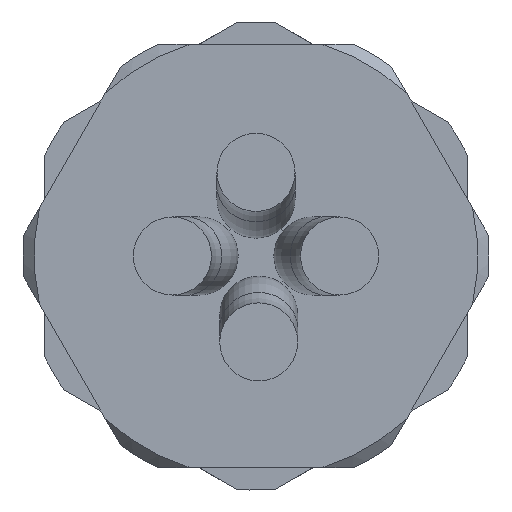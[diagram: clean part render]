
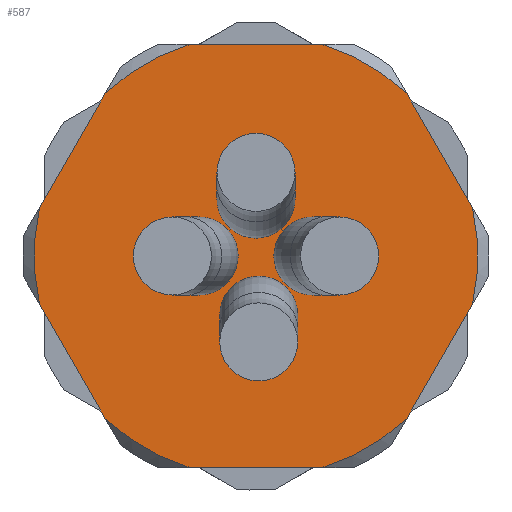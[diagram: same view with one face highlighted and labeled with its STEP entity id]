
A CAD part, front view. The second image highlights one B-rep face of the part: STEP entity #587.
In plain terms, the highlighted planar face has unit normal (0, -1, 0).
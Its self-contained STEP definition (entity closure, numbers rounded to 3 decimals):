
#277=FACE_BOUND('',#1015,.T.);
#278=FACE_BOUND('',#1016,.T.);
#279=FACE_BOUND('',#1017,.T.);
#280=FACE_BOUND('',#1018,.T.);
#281=FACE_BOUND('',#1019,.T.);
#453=CIRCLE('',#3424,9.95);
#454=CIRCLE('',#3425,9.95);
#455=CIRCLE('',#3426,9.95);
#456=CIRCLE('',#3427,9.95);
#457=CIRCLE('',#3428,9.95);
#458=CIRCLE('',#3429,9.95);
#459=CIRCLE('',#3430,1.75);
#460=CIRCLE('',#3431,1.75);
#461=CIRCLE('',#3432,1.75);
#462=CIRCLE('',#3433,1.75);
#587=ADVANCED_FACE('',(#277,#278,#279,#280,#281),#782,.F.);
#782=PLANE('',#3434);
#1015=EDGE_LOOP('',(#1302,#1303,#1304,#1305,#1306,#1307,#1308,#1309,#1310,
#1311,#1312,#1313));
#1016=EDGE_LOOP('',(#1314));
#1017=EDGE_LOOP('',(#1315));
#1018=EDGE_LOOP('',(#1316));
#1019=EDGE_LOOP('',(#1317));
#1302=ORIENTED_EDGE('',*,*,#2563,.F.);
#1303=ORIENTED_EDGE('',*,*,#2564,.F.);
#1304=ORIENTED_EDGE('',*,*,#2565,.F.);
#1305=ORIENTED_EDGE('',*,*,#2566,.F.);
#1306=ORIENTED_EDGE('',*,*,#2567,.F.);
#1307=ORIENTED_EDGE('',*,*,#2568,.F.);
#1308=ORIENTED_EDGE('',*,*,#2569,.F.);
#1309=ORIENTED_EDGE('',*,*,#2570,.F.);
#1310=ORIENTED_EDGE('',*,*,#2571,.F.);
#1311=ORIENTED_EDGE('',*,*,#2572,.F.);
#1312=ORIENTED_EDGE('',*,*,#2573,.F.);
#1313=ORIENTED_EDGE('',*,*,#2574,.F.);
#1314=ORIENTED_EDGE('',*,*,#2575,.F.);
#1315=ORIENTED_EDGE('',*,*,#2576,.F.);
#1316=ORIENTED_EDGE('',*,*,#2577,.F.);
#1317=ORIENTED_EDGE('',*,*,#2578,.F.);
#2230=VERTEX_POINT('',#4622);
#2231=VERTEX_POINT('',#4623);
#2232=VERTEX_POINT('',#4625);
#2233=VERTEX_POINT('',#4627);
#2234=VERTEX_POINT('',#4629);
#2235=VERTEX_POINT('',#4631);
#2236=VERTEX_POINT('',#4633);
#2237=VERTEX_POINT('',#4635);
#2238=VERTEX_POINT('',#4637);
#2239=VERTEX_POINT('',#4639);
#2240=VERTEX_POINT('',#4641);
#2241=VERTEX_POINT('',#4643);
#2242=VERTEX_POINT('',#4646);
#2243=VERTEX_POINT('',#4648);
#2244=VERTEX_POINT('',#4650);
#2245=VERTEX_POINT('',#4652);
#2563=EDGE_CURVE('',#2230,#2231,#3023,.T.);
#2564=EDGE_CURVE('',#2232,#2230,#453,.T.);
#2565=EDGE_CURVE('',#2233,#2232,#3024,.T.);
#2566=EDGE_CURVE('',#2234,#2233,#454,.T.);
#2567=EDGE_CURVE('',#2235,#2234,#3025,.T.);
#2568=EDGE_CURVE('',#2236,#2235,#455,.T.);
#2569=EDGE_CURVE('',#2237,#2236,#3026,.T.);
#2570=EDGE_CURVE('',#2238,#2237,#456,.T.);
#2571=EDGE_CURVE('',#2239,#2238,#3027,.T.);
#2572=EDGE_CURVE('',#2240,#2239,#457,.T.);
#2573=EDGE_CURVE('',#2241,#2240,#3028,.T.);
#2574=EDGE_CURVE('',#2231,#2241,#458,.T.);
#2575=EDGE_CURVE('',#2242,#2242,#459,.T.);
#2576=EDGE_CURVE('',#2243,#2243,#460,.T.);
#2577=EDGE_CURVE('',#2244,#2244,#461,.T.);
#2578=EDGE_CURVE('',#2245,#2245,#462,.T.);
#3023=LINE('',#4621,#3210);
#3024=LINE('',#4626,#3211);
#3025=LINE('',#4630,#3212);
#3026=LINE('',#4634,#3213);
#3027=LINE('',#4638,#3214);
#3028=LINE('',#4642,#3215);
#3210=VECTOR('',#3777,1.);
#3211=VECTOR('',#3780,1.);
#3212=VECTOR('',#3783,1.);
#3213=VECTOR('',#3786,1.);
#3214=VECTOR('',#3789,1.);
#3215=VECTOR('',#3792,1.);
#3424=AXIS2_PLACEMENT_3D('',#4624,#3778,#3779);
#3425=AXIS2_PLACEMENT_3D('',#4628,#3781,#3782);
#3426=AXIS2_PLACEMENT_3D('',#4632,#3784,#3785);
#3427=AXIS2_PLACEMENT_3D('',#4636,#3787,#3788);
#3428=AXIS2_PLACEMENT_3D('',#4640,#3790,#3791);
#3429=AXIS2_PLACEMENT_3D('',#4644,#3793,#3794);
#3430=AXIS2_PLACEMENT_3D('',#4645,#3795,#3796);
#3431=AXIS2_PLACEMENT_3D('',#4647,#3797,#3798);
#3432=AXIS2_PLACEMENT_3D('',#4649,#3799,#3800);
#3433=AXIS2_PLACEMENT_3D('',#4651,#3801,#3802);
#3434=AXIS2_PLACEMENT_3D('',#4653,#3803,#3804);
#3777=DIRECTION('',(1.,0.,0.));
#3778=DIRECTION('',(0.,1.,0.));
#3779=DIRECTION('',(0.,0.,1.));
#3780=DIRECTION('',(0.5,0.,0.866));
#3781=DIRECTION('',(0.,1.,0.));
#3782=DIRECTION('',(0.,0.,1.));
#3783=DIRECTION('',(-0.5,0.,0.866));
#3784=DIRECTION('',(0.,1.,0.));
#3785=DIRECTION('',(0.,0.,1.));
#3786=DIRECTION('',(-1.,0.,0.));
#3787=DIRECTION('',(0.,1.,0.));
#3788=DIRECTION('',(0.,0.,1.));
#3789=DIRECTION('',(-0.5,0.,-0.866));
#3790=DIRECTION('',(0.,1.,0.));
#3791=DIRECTION('',(0.,0.,1.));
#3792=DIRECTION('',(0.5,0.,-0.866));
#3793=DIRECTION('',(0.,1.,0.));
#3794=DIRECTION('',(0.,0.,1.));
#3795=DIRECTION('',(0.,-1.,0.));
#3796=DIRECTION('',(0.,0.,1.));
#3797=DIRECTION('',(0.,-1.,0.));
#3798=DIRECTION('',(0.,0.,1.));
#3799=DIRECTION('',(0.,-1.,0.));
#3800=DIRECTION('',(0.,0.,1.));
#3801=DIRECTION('',(0.,-1.,0.));
#3802=DIRECTION('',(0.,0.,1.));
#3803=DIRECTION('',(0.,1.,0.));
#3804=DIRECTION('',(0.,0.,1.));
#4621=CARTESIAN_POINT('',(44.515,50.,9.5));
#4622=CARTESIAN_POINT('',(47.042,50.,9.5));
#4623=CARTESIAN_POINT('',(52.958,50.,9.5));
#4624=CARTESIAN_POINT('',(50.,50.,0.));
#4625=CARTESIAN_POINT('',(43.252,50.,7.312));
#4626=CARTESIAN_POINT('',(39.03,50.,0.));
#4627=CARTESIAN_POINT('',(40.294,50.,2.188));
#4628=CARTESIAN_POINT('',(50.,50.,0.));
#4629=CARTESIAN_POINT('',(40.294,50.,-2.188));
#4630=CARTESIAN_POINT('',(44.515,50.,-9.5));
#4631=CARTESIAN_POINT('',(43.252,50.,-7.312));
#4632=CARTESIAN_POINT('',(50.,50.,0.));
#4633=CARTESIAN_POINT('',(47.042,50.,-9.5));
#4634=CARTESIAN_POINT('',(55.485,50.,-9.5));
#4635=CARTESIAN_POINT('',(52.958,50.,-9.5));
#4636=CARTESIAN_POINT('',(50.,50.,0.));
#4637=CARTESIAN_POINT('',(56.748,50.,-7.312));
#4638=CARTESIAN_POINT('',(60.97,50.,0.));
#4639=CARTESIAN_POINT('',(59.706,50.,-2.188));
#4640=CARTESIAN_POINT('',(50.,50.,0.));
#4641=CARTESIAN_POINT('',(59.706,50.,2.188));
#4642=CARTESIAN_POINT('',(55.485,50.,9.5));
#4643=CARTESIAN_POINT('',(56.748,50.,7.312));
#4644=CARTESIAN_POINT('',(50.,50.,0.));
#4645=CARTESIAN_POINT('',(52.55,50.,0.));
#4646=CARTESIAN_POINT('',(52.55,50.,1.75));
#4647=CARTESIAN_POINT('',(50.123,50.,-2.652));
#4648=CARTESIAN_POINT('',(50.123,50.,-0.902));
#4649=CARTESIAN_POINT('',(50.,50.,2.55));
#4650=CARTESIAN_POINT('',(50.,50.,4.3));
#4651=CARTESIAN_POINT('',(47.45,50.,0.));
#4652=CARTESIAN_POINT('',(47.45,50.,1.75));
#4653=CARTESIAN_POINT('',(60.45,50.,0.));
